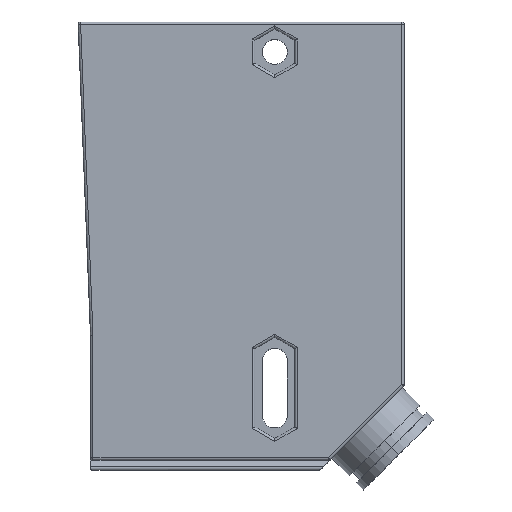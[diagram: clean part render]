
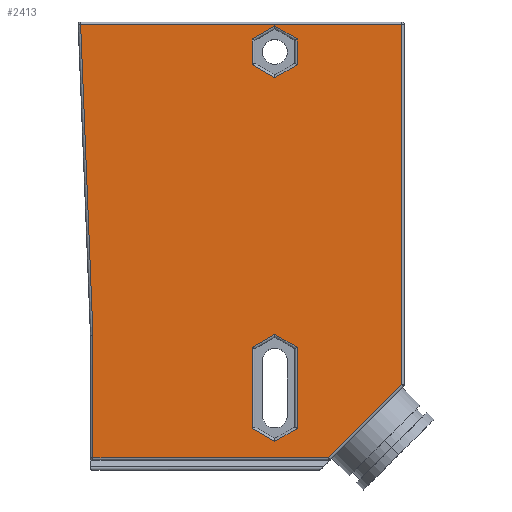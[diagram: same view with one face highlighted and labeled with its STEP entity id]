
A CAD part, top view. The second image highlights one B-rep face of the part: STEP entity #2413.
In plain terms, the highlighted planar face has unit normal (0, 0, 1).
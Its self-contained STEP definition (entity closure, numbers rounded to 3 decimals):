
#56=DIRECTION('',(0.,-1.,0.));
#57=VECTOR('',#56,5.196);
#58=CARTESIAN_POINT('',(11.25,40.598,12.9));
#59=LINE('',#58,#57);
#64=DIRECTION('',(0.866,-0.5,0.));
#65=VECTOR('',#64,5.196);
#66=CARTESIAN_POINT('',(6.75,43.196,12.9));
#67=LINE('',#66,#65);
#71=DIRECTION('',(0.866,0.5,0.));
#72=VECTOR('',#71,5.196);
#73=CARTESIAN_POINT('',(2.25,40.598,12.9));
#74=LINE('',#73,#72);
#78=DIRECTION('',(0.,1.,0.));
#79=VECTOR('',#78,5.196);
#80=CARTESIAN_POINT('',(2.25,35.402,12.9));
#81=LINE('',#80,#79);
#85=DIRECTION('',(-0.866,0.5,0.));
#86=VECTOR('',#85,5.196);
#87=CARTESIAN_POINT('',(6.75,32.804,12.9));
#88=LINE('',#87,#86);
#92=DIRECTION('',(-0.866,-0.5,0.));
#93=VECTOR('',#92,5.196);
#94=CARTESIAN_POINT('',(11.25,35.402,12.9));
#95=LINE('',#94,#93);
#99=DIRECTION('',(0.866,-0.5,0.));
#100=VECTOR('',#99,5.196);
#101=CARTESIAN_POINT('',(6.75,-18.714,12.9));
#102=LINE('',#101,#100);
#106=DIRECTION('',(0.866,0.5,0.));
#107=VECTOR('',#106,5.196);
#108=CARTESIAN_POINT('',(2.25,-21.312,12.9));
#109=LINE('',#108,#107);
#113=DIRECTION('',(0.,1.,0.));
#114=VECTOR('',#113,16.286);
#115=CARTESIAN_POINT('',(2.25,-37.598,12.9));
#116=LINE('',#115,#114);
#120=DIRECTION('',(-0.866,0.5,0.));
#121=VECTOR('',#120,5.196);
#122=CARTESIAN_POINT('',(6.75,-40.196,12.9));
#123=LINE('',#122,#121);
#127=DIRECTION('',(-0.866,-0.5,0.));
#128=VECTOR('',#127,5.196);
#129=CARTESIAN_POINT('',(11.25,-37.598,12.9));
#130=LINE('',#129,#128);
#134=DIRECTION('',(0.,-1.,0.));
#135=VECTOR('',#134,16.286);
#136=CARTESIAN_POINT('',(11.25,-21.312,12.9));
#137=LINE('',#136,#135);
#141=DIRECTION('',(0.,1.,0.));
#142=VECTOR('',#141,72.293);
#143=CARTESIAN_POINT('',(32.25,-28.793,12.9));
#144=LINE('',#143,#142);
#148=DIRECTION('',(0.707,0.707,0.));
#149=VECTOR('',#148,20.799);
#150=CARTESIAN_POINT('',(17.543,-43.5,12.9));
#151=LINE('',#150,#149);
#155=DIRECTION('',(1.,0.,0.));
#156=VECTOR('',#155,47.293);
#157=CARTESIAN_POINT('',(-29.75,-43.5,12.9));
#158=LINE('',#157,#156);
#162=DIRECTION('',(0.,-1.,0.));
#163=VECTOR('',#162,24.51);
#164=CARTESIAN_POINT('',(-29.75,-18.99,12.9));
#165=LINE('',#164,#163);
#169=DIRECTION('',(0.04,-0.999,0.));
#170=VECTOR('',#169,62.539);
#171=CARTESIAN_POINT('',(-32.23,43.5,12.9));
#172=LINE('',#171,#170);
#176=DIRECTION('',(-1.,0.,0.));
#177=VECTOR('',#176,64.48);
#178=CARTESIAN_POINT('',(32.25,43.5,12.9));
#179=LINE('',#178,#177);
#2148=CARTESIAN_POINT('',(32.25,-28.793,12.9));
#2149=CARTESIAN_POINT('',(32.25,43.5,12.9));
#2150=VERTEX_POINT('',#2148);
#2151=VERTEX_POINT('',#2149);
#2180=CARTESIAN_POINT('',(-32.23,43.5,12.9));
#2181=VERTEX_POINT('',#2180);
#2184=CARTESIAN_POINT('',(-29.75,-18.99,12.9));
#2185=CARTESIAN_POINT('',(-29.75,-43.5,12.9));
#2186=VERTEX_POINT('',#2184);
#2187=VERTEX_POINT('',#2185);
#2192=CARTESIAN_POINT('',(17.543,-43.5,12.9));
#2193=VERTEX_POINT('',#2192);
#2230=CARTESIAN_POINT('',(11.25,40.598,12.9));
#2231=CARTESIAN_POINT('',(11.25,35.402,12.9));
#2232=VERTEX_POINT('',#2230);
#2233=VERTEX_POINT('',#2231);
#2236=CARTESIAN_POINT('',(6.75,43.196,12.9));
#2237=VERTEX_POINT('',#2236);
#2238=CARTESIAN_POINT('',(2.25,40.598,12.9));
#2239=VERTEX_POINT('',#2238);
#2242=CARTESIAN_POINT('',(2.25,35.402,12.9));
#2243=VERTEX_POINT('',#2242);
#2246=CARTESIAN_POINT('',(6.75,32.804,12.9));
#2247=VERTEX_POINT('',#2246);
#2294=CARTESIAN_POINT('',(6.75,-18.714,12.9));
#2295=CARTESIAN_POINT('',(11.25,-21.312,12.9));
#2296=VERTEX_POINT('',#2294);
#2297=VERTEX_POINT('',#2295);
#2298=CARTESIAN_POINT('',(11.25,-37.598,12.9));
#2299=VERTEX_POINT('',#2298);
#2302=CARTESIAN_POINT('',(6.75,-40.196,12.9));
#2303=VERTEX_POINT('',#2302);
#2306=CARTESIAN_POINT('',(2.25,-37.598,12.9));
#2307=VERTEX_POINT('',#2306);
#2310=CARTESIAN_POINT('',(2.25,-21.312,12.9));
#2311=VERTEX_POINT('',#2310);
#2366=CARTESIAN_POINT('',(0.,0.,12.9));
#2367=DIRECTION('',(0.,0.,1.));
#2368=DIRECTION('',(1.,0.,0.));
#2369=AXIS2_PLACEMENT_3D('',#2366,#2367,#2368);
#2370=PLANE('',#2369);
#2372=ORIENTED_EDGE('',*,*,#2371,.F.);
#2374=ORIENTED_EDGE('',*,*,#2373,.F.);
#2376=ORIENTED_EDGE('',*,*,#2375,.F.);
#2378=ORIENTED_EDGE('',*,*,#2377,.F.);
#2380=ORIENTED_EDGE('',*,*,#2379,.F.);
#2382=ORIENTED_EDGE('',*,*,#2381,.F.);
#2383=EDGE_LOOP('',(#2372,#2374,#2376,#2378,#2380,#2382));
#2384=FACE_OUTER_BOUND('',#2383,.F.);
#2386=ORIENTED_EDGE('',*,*,#2385,.F.);
#2388=ORIENTED_EDGE('',*,*,#2387,.F.);
#2390=ORIENTED_EDGE('',*,*,#2389,.F.);
#2392=ORIENTED_EDGE('',*,*,#2391,.F.);
#2394=ORIENTED_EDGE('',*,*,#2393,.F.);
#2396=ORIENTED_EDGE('',*,*,#2395,.F.);
#2397=EDGE_LOOP('',(#2386,#2388,#2390,#2392,#2394,#2396));
#2398=FACE_BOUND('',#2397,.F.);
#2400=ORIENTED_EDGE('',*,*,#2399,.F.);
#2402=ORIENTED_EDGE('',*,*,#2401,.F.);
#2404=ORIENTED_EDGE('',*,*,#2403,.F.);
#2406=ORIENTED_EDGE('',*,*,#2405,.F.);
#2408=ORIENTED_EDGE('',*,*,#2407,.F.);
#2410=ORIENTED_EDGE('',*,*,#2409,.F.);
#2411=EDGE_LOOP('',(#2400,#2402,#2404,#2406,#2408,#2410));
#2412=FACE_BOUND('',#2411,.F.);
#2413=ADVANCED_FACE('',(#2384,#2398,#2412),#2370,.T.);
#2371=EDGE_CURVE('',#2150,#2151,#144,.T.);
#2373=EDGE_CURVE('',#2193,#2150,#151,.T.);
#2375=EDGE_CURVE('',#2187,#2193,#158,.T.);
#2377=EDGE_CURVE('',#2186,#2187,#165,.T.);
#2379=EDGE_CURVE('',#2181,#2186,#172,.T.);
#2381=EDGE_CURVE('',#2151,#2181,#179,.T.);
#2385=EDGE_CURVE('',#2232,#2233,#59,.T.);
#2387=EDGE_CURVE('',#2237,#2232,#67,.T.);
#2389=EDGE_CURVE('',#2239,#2237,#74,.T.);
#2391=EDGE_CURVE('',#2243,#2239,#81,.T.);
#2393=EDGE_CURVE('',#2247,#2243,#88,.T.);
#2395=EDGE_CURVE('',#2233,#2247,#95,.T.);
#2399=EDGE_CURVE('',#2296,#2297,#102,.T.);
#2401=EDGE_CURVE('',#2311,#2296,#109,.T.);
#2403=EDGE_CURVE('',#2307,#2311,#116,.T.);
#2405=EDGE_CURVE('',#2303,#2307,#123,.T.);
#2407=EDGE_CURVE('',#2299,#2303,#130,.T.);
#2409=EDGE_CURVE('',#2297,#2299,#137,.T.);
